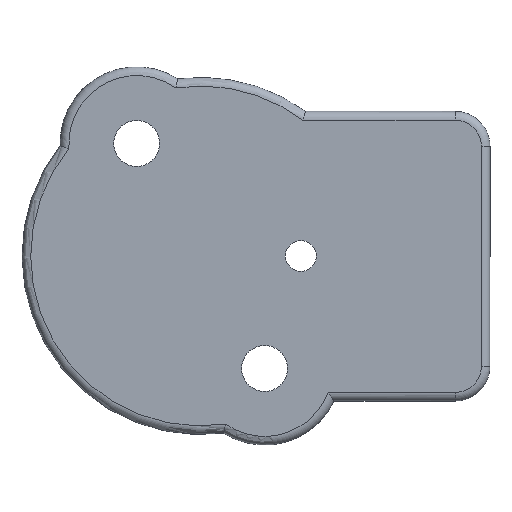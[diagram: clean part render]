
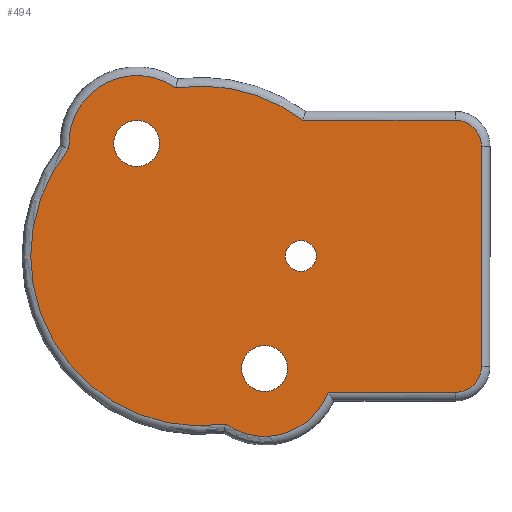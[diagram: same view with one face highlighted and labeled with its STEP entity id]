
A CAD part, front view. The second image highlights one B-rep face of the part: STEP entity #494.
In plain terms, the highlighted planar face has unit normal (0, -1, 0).
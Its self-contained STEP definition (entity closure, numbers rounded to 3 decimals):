
#18=FACE_BOUND('',#148,.T.);
#19=FACE_BOUND('',#149,.T.);
#20=FACE_BOUND('',#150,.T.);
#28=PLANE('',#563);
#44=LINE('',#958,#65);
#45=LINE('',#967,#66);
#46=LINE('',#974,#67);
#65=VECTOR('',#681,8.771);
#66=VECTOR('',#694,12.657);
#67=VECTOR('',#703,7.305);
#112=FACE_OUTER_BOUND('',#147,.T.);
#147=EDGE_LOOP('',(#430,#431,#432,#433,#434,#435,#436,#437,#438));
#148=EDGE_LOOP('',(#439));
#149=EDGE_LOOP('',(#440));
#150=EDGE_LOOP('',(#441));
#190=CIRCLE('',#539,9.771);
#192=CIRCLE('',#542,3.904);
#195=CIRCLE('',#546,9.771);
#198=CIRCLE('',#551,1.5);
#201=CIRCLE('',#556,1.5);
#203=CIRCLE('',#560,3.904);
#204=CIRCLE('',#564,0.889);
#205=CIRCLE('',#565,1.321);
#206=CIRCLE('',#566,1.321);
#234=VERTEX_POINT('',#885);
#235=VERTEX_POINT('',#886);
#238=VERTEX_POINT('',#920);
#240=VERTEX_POINT('',#940);
#241=VERTEX_POINT('',#957);
#242=VERTEX_POINT('',#961);
#243=VERTEX_POINT('',#965);
#244=VERTEX_POINT('',#969);
#245=VERTEX_POINT('',#973);
#246=VERTEX_POINT('',#997);
#247=VERTEX_POINT('',#999);
#248=VERTEX_POINT('',#1001);
#290=EDGE_CURVE('',#234,#235,#190,.T.);
#294=EDGE_CURVE('',#235,#238,#192,.T.);
#298=EDGE_CURVE('',#238,#240,#195,.T.);
#300=EDGE_CURVE('',#240,#241,#44,.T.);
#303=EDGE_CURVE('',#241,#242,#198,.T.);
#305=EDGE_CURVE('',#242,#243,#45,.T.);
#307=EDGE_CURVE('',#243,#244,#201,.T.);
#308=EDGE_CURVE('',#244,#245,#46,.T.);
#311=EDGE_CURVE('',#245,#234,#203,.T.);
#314=EDGE_CURVE('',#246,#246,#204,.T.);
#315=EDGE_CURVE('',#247,#247,#205,.T.);
#316=EDGE_CURVE('',#248,#248,#206,.T.);
#430=ORIENTED_EDGE('',*,*,#290,.F.);
#431=ORIENTED_EDGE('',*,*,#311,.F.);
#432=ORIENTED_EDGE('',*,*,#308,.F.);
#433=ORIENTED_EDGE('',*,*,#307,.F.);
#434=ORIENTED_EDGE('',*,*,#305,.F.);
#435=ORIENTED_EDGE('',*,*,#303,.F.);
#436=ORIENTED_EDGE('',*,*,#300,.F.);
#437=ORIENTED_EDGE('',*,*,#298,.F.);
#438=ORIENTED_EDGE('',*,*,#294,.F.);
#439=ORIENTED_EDGE('',*,*,#314,.T.);
#440=ORIENTED_EDGE('',*,*,#315,.T.);
#441=ORIENTED_EDGE('',*,*,#316,.T.);
#494=ADVANCED_FACE('',(#112,#18,#19,#20),#28,.F.);
#539=AXIS2_PLACEMENT_3D('',#887,#663,#664);
#542=AXIS2_PLACEMENT_3D('',#921,#669,#670);
#546=AXIS2_PLACEMENT_3D('',#941,#677,#678);
#551=AXIS2_PLACEMENT_3D('',#963,#688,#689);
#556=AXIS2_PLACEMENT_3D('',#971,#699,#700);
#560=AXIS2_PLACEMENT_3D('',#991,#708,#709);
#563=AXIS2_PLACEMENT_3D('',#996,#716,#717);
#564=AXIS2_PLACEMENT_3D('',#998,#718,#719);
#565=AXIS2_PLACEMENT_3D('',#1000,#720,#721);
#566=AXIS2_PLACEMENT_3D('',#1002,#722,#723);
#663=DIRECTION('center_axis',(0.,1.,0.));
#664=DIRECTION('ref_axis',(-0.869,0.,-0.494));
#669=DIRECTION('center_axis',(0.,1.,0.));
#670=DIRECTION('ref_axis',(-0.494,0.,0.869));
#677=DIRECTION('center_axis',(0.,1.,0.));
#678=DIRECTION('ref_axis',(0.247,0.,0.969));
#681=DIRECTION('',(1.,0.,0.));
#688=DIRECTION('center_axis',(0.,1.,0.));
#689=DIRECTION('ref_axis',(0.707,0.,0.707));
#694=DIRECTION('',(0.,0.,-1.));
#699=DIRECTION('center_axis',(0.,1.,0.));
#700=DIRECTION('ref_axis',(0.707,0.,-0.707));
#703=DIRECTION('',(-1.,0.,0.));
#708=DIRECTION('center_axis',(0.,1.,0.));
#709=DIRECTION('ref_axis',(0.279,0.,-0.96));
#716=DIRECTION('center_axis',(0.,1.,0.));
#717=DIRECTION('ref_axis',(0.,0.,1.));
#718=DIRECTION('center_axis',(0.,1.,0.));
#719=DIRECTION('ref_axis',(1.,0.,0.));
#720=DIRECTION('center_axis',(0.,1.,0.));
#721=DIRECTION('ref_axis',(1.,0.,0.));
#722=DIRECTION('center_axis',(0.,1.,0.));
#723=DIRECTION('ref_axis',(1.,0.,0.));
#885=CARTESIAN_POINT('',(-15.203,0.,-20.539));
#886=CARTESIAN_POINT('',(-24.208,0.,-4.697));
#887=CARTESIAN_POINT('Origin',(-16.637,0.,-10.874));
#920=CARTESIAN_POINT('',(-18.071,0.,-1.209));
#921=CARTESIAN_POINT('Origin',(-20.315,0.,-4.404));
#940=CARTESIAN_POINT('',(-10.771,0.,-3.06));
#941=CARTESIAN_POINT('Origin',(-16.637,0.,-10.874));
#957=CARTESIAN_POINT('',(-2.,0.,-3.06));
#958=CARTESIAN_POINT('',(-11.012,0.,-3.06));
#961=CARTESIAN_POINT('',(-0.5,0.,-4.56));
#963=CARTESIAN_POINT('Origin',(-2.,0.,-4.56));
#965=CARTESIAN_POINT('',(-0.5,0.,-17.217));
#967=CARTESIAN_POINT('',(-0.5,0.,-6.658));
#969=CARTESIAN_POINT('',(-2.,0.,-18.717));
#971=CARTESIAN_POINT('Origin',(-2.,0.,-17.217));
#973=CARTESIAN_POINT('',(-9.305,0.,-18.717));
#974=CARTESIAN_POINT('',(-5.709,0.,-18.717));
#991=CARTESIAN_POINT('Origin',(-12.959,0.,-17.344));
#996=CARTESIAN_POINT('Origin',(-11.418,0.,-10.755));
#997=CARTESIAN_POINT('',(-11.763,0.,-10.874));
#998=CARTESIAN_POINT('Origin',(-10.874,0.,-10.874));
#999=CARTESIAN_POINT('',(-21.636,0.,-4.404));
#1000=CARTESIAN_POINT('Origin',(-20.315,0.,-4.404));
#1001=CARTESIAN_POINT('',(-14.28,0.,-17.344));
#1002=CARTESIAN_POINT('Origin',(-12.959,0.,-17.344));
